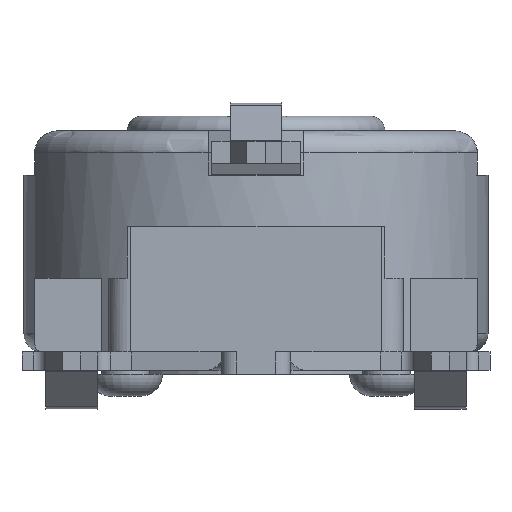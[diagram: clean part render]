
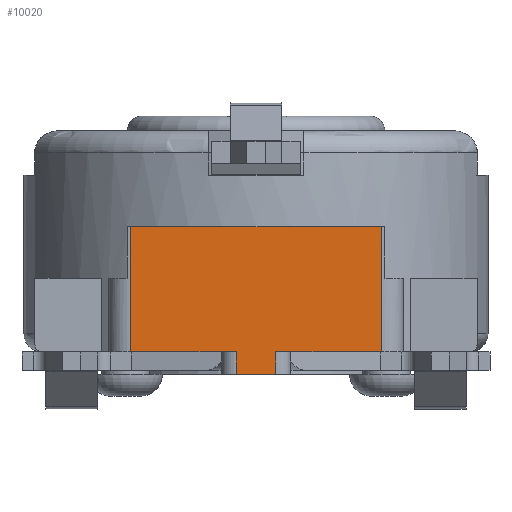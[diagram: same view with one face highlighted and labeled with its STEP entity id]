
A CAD part, front view. The second image highlights one B-rep face of the part: STEP entity #10020.
In plain terms, the highlighted planar face has unit normal (0, -1, 0).
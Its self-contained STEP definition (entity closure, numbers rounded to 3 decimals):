
#158 = DIRECTION ( 'NONE',  ( 0., 0., -1. ) ) ;
#287 = CARTESIAN_POINT ( 'NONE',  ( -1.7, -3.15, 0. ) ) ;
#428 = ORIENTED_EDGE ( 'NONE', *, *, #3959, .F. ) ;
#489 = ORIENTED_EDGE ( 'NONE', *, *, #3291, .F. ) ;
#524 = CARTESIAN_POINT ( 'NONE',  ( -0.269, -3.15, -0.3 ) ) ;
#715 = VECTOR ( 'NONE', #6975, 1000. ) ;
#741 = EDGE_CURVE ( 'NONE', #11426, #1230, #4352, .T. ) ;
#1230 = VERTEX_POINT ( 'NONE', #1981 ) ;
#1757 = EDGE_CURVE ( 'NONE', #13231, #7591, #3694, .T. ) ;
#1863 = DIRECTION ( 'NONE',  ( 0., 0., 1. ) ) ;
#1981 = CARTESIAN_POINT ( 'NONE',  ( 0.269, -3.15, 0. ) ) ;
#2247 = CARTESIAN_POINT ( 'NONE',  ( -1.7, -3.15, 0. ) ) ;
#2567 = CARTESIAN_POINT ( 'NONE',  ( 0.269, -3.15, -0.3 ) ) ;
#2581 = LINE ( 'NONE', #3599, #10704 ) ;
#2782 = DIRECTION ( 'NONE',  ( 1., 0., 0. ) ) ;
#3004 = CARTESIAN_POINT ( 'NONE',  ( -1.7, -3.15, 1.7 ) ) ;
#3291 = EDGE_CURVE ( 'NONE', #13620, #4263, #11924, .T. ) ;
#3494 = DIRECTION ( 'NONE',  ( 1., 0., 0. ) ) ;
#3547 = CARTESIAN_POINT ( 'NONE',  ( -1.7, -3.15, 0. ) ) ;
#3599 = CARTESIAN_POINT ( 'NONE',  ( -1.7, -3.15, 1.7 ) ) ;
#3659 = DIRECTION ( 'NONE',  ( 1., 0., 0. ) ) ;
#3694 = LINE ( 'NONE', #6354, #715 ) ;
#3716 = VERTEX_POINT ( 'NONE', #13861 ) ;
#3959 = EDGE_CURVE ( 'NONE', #13231, #11410, #4903, .T. ) ;
#4100 = CARTESIAN_POINT ( 'NONE',  ( 0.269, -3.15, -0.3 ) ) ;
#4196 = ORIENTED_EDGE ( 'NONE', *, *, #1757, .T. ) ;
#4263 = VERTEX_POINT ( 'NONE', #5172 ) ;
#4342 = VECTOR ( 'NONE', #7273, 1000. ) ;
#4352 = LINE ( 'NONE', #2567, #9855 ) ;
#4903 = LINE ( 'NONE', #3004, #13371 ) ;
#5052 = LINE ( 'NONE', #7939, #14207 ) ;
#5172 = CARTESIAN_POINT ( 'NONE',  ( -0.269, -3.15, 0. ) ) ;
#5568 = ORIENTED_EDGE ( 'NONE', *, *, #10567, .F. ) ;
#5696 = DIRECTION ( 'NONE',  ( 0., 0., 1. ) ) ;
#5955 = ORIENTED_EDGE ( 'NONE', *, *, #13148, .T. ) ;
#5968 = CARTESIAN_POINT ( 'NONE',  ( -0.269, -3.15, -0.3 ) ) ;
#6171 = CARTESIAN_POINT ( 'NONE',  ( -1.7, -3.15, 1.7 ) ) ;
#6354 = CARTESIAN_POINT ( 'NONE',  ( -1.7, -3.15, 1. ) ) ;
#6708 = CARTESIAN_POINT ( 'NONE',  ( -1.7, -3.15, 1. ) ) ;
#6782 = EDGE_CURVE ( 'NONE', #11426, #13620, #7634, .T. ) ;
#6975 = DIRECTION ( 'NONE',  ( 0., 0., -1. ) ) ;
#7010 = EDGE_CURVE ( 'NONE', #11410, #11073, #2581, .T. ) ;
#7127 = CARTESIAN_POINT ( 'NONE',  ( -0.269, -3.15, -0.3 ) ) ;
#7273 = DIRECTION ( 'NONE',  ( -1., 0., 0. ) ) ;
#7591 = VERTEX_POINT ( 'NONE', #2247 ) ;
#7634 = LINE ( 'NONE', #7127, #4342 ) ;
#7939 = CARTESIAN_POINT ( 'NONE',  ( 1.7, -3.15, 1. ) ) ;
#8562 = VECTOR ( 'NONE', #3494, 1000. ) ;
#8661 = EDGE_CURVE ( 'NONE', #7591, #4263, #11820, .T. ) ;
#8948 = CARTESIAN_POINT ( 'NONE',  ( 1.7, -3.15, 1.7 ) ) ;
#9855 = VECTOR ( 'NONE', #1863, 1000. ) ;
#10020 = ADVANCED_FACE ( 'NONE', ( #13169 ), #11170, .F. ) ;
#10567 = EDGE_CURVE ( 'NONE', #11073, #3716, #5052, .T. ) ;
#10704 = VECTOR ( 'NONE', #3659, 1000. ) ;
#10856 = ORIENTED_EDGE ( 'NONE', *, *, #7010, .F. ) ;
#10910 = VECTOR ( 'NONE', #13638, 1000. ) ;
#11073 = VERTEX_POINT ( 'NONE', #8948 ) ;
#11170 = PLANE ( 'NONE',  #12816 ) ;
#11250 = LINE ( 'NONE', #287, #10910 ) ;
#11410 = VERTEX_POINT ( 'NONE', #11747 ) ;
#11426 = VERTEX_POINT ( 'NONE', #4100 ) ;
#11747 = CARTESIAN_POINT ( 'NONE',  ( 0., -3.15, 1.7 ) ) ;
#11820 = LINE ( 'NONE', #3547, #8562 ) ;
#11924 = LINE ( 'NONE', #524, #13477 ) ;
#11989 = ORIENTED_EDGE ( 'NONE', *, *, #8661, .T. ) ;
#12199 = EDGE_LOOP ( 'NONE', ( #11989, #489, #12759, #14124, #5955, #5568, #10856, #428, #4196 ) ) ;
#12293 = DIRECTION ( 'NONE',  ( 0., 1., 0. ) ) ;
#12759 = ORIENTED_EDGE ( 'NONE', *, *, #6782, .F. ) ;
#12816 = AXIS2_PLACEMENT_3D ( 'NONE', #6708, #12293, #5696 ) ;
#13148 = EDGE_CURVE ( 'NONE', #1230, #3716, #11250, .T. ) ;
#13169 = FACE_OUTER_BOUND ( 'NONE', #12199, .T. ) ;
#13231 = VERTEX_POINT ( 'NONE', #6171 ) ;
#13371 = VECTOR ( 'NONE', #2782, 1000. ) ;
#13477 = VECTOR ( 'NONE', #13590, 1000. ) ;
#13590 = DIRECTION ( 'NONE',  ( 0., 0., 1. ) ) ;
#13620 = VERTEX_POINT ( 'NONE', #5968 ) ;
#13638 = DIRECTION ( 'NONE',  ( 1., 0., 0. ) ) ;
#13861 = CARTESIAN_POINT ( 'NONE',  ( 1.7, -3.15, 0. ) ) ;
#14124 = ORIENTED_EDGE ( 'NONE', *, *, #741, .T. ) ;
#14207 = VECTOR ( 'NONE', #158, 1000. ) ;
